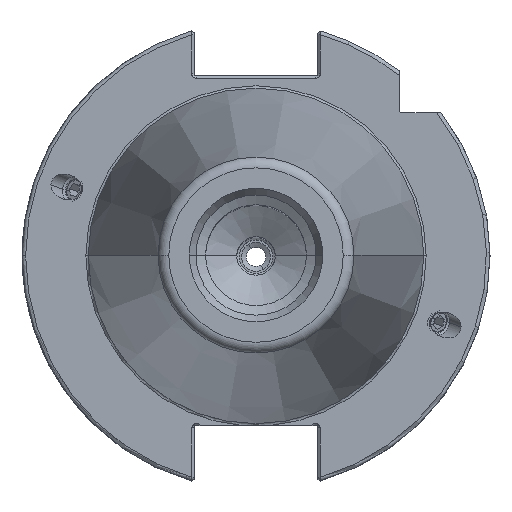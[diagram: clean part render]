
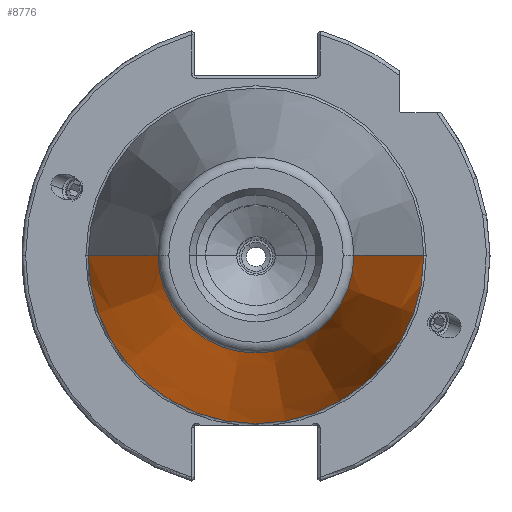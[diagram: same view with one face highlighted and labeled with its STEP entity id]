
A CAD part, top view. The second image highlights one B-rep face of the part: STEP entity #8776.
In plain terms, the highlighted conical face has half-angle 8.297 degrees and reference radius 20.108 mm.
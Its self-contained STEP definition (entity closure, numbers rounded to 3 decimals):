
#83 = EDGE_CURVE ( 'NONE', #5838, #5004, #628, .T. ) ;
#230 = CARTESIAN_POINT ( 'NONE',  ( 20.108, 0., 101.6 ) ) ;
#292 = DIRECTION ( 'NONE',  ( -1., 0., 0. ) ) ;
#487 = AXIS2_PLACEMENT_3D ( 'NONE', #13648, #2896, #7192 ) ;
#628 = LINE ( 'NONE', #230, #3558 ) ;
#961 = CIRCLE ( 'NONE', #12997, 20.389 ) ;
#1191 = FACE_OUTER_BOUND ( 'NONE', #1410, .T. ) ;
#1410 = EDGE_LOOP ( 'NONE', ( #12528, #5403, #8526, #10169 ) ) ;
#2360 = CARTESIAN_POINT ( 'NONE',  ( 0., 0., 99.675 ) ) ;
#2868 = CARTESIAN_POINT ( 'NONE',  ( -34.925, 0., 0. ) ) ;
#2896 = DIRECTION ( 'NONE',  ( 0., 0., -1. ) ) ;
#3154 = VERTEX_POINT ( 'NONE', #10321 ) ;
#3457 = DIRECTION ( 'NONE',  ( 1., 0., 0. ) ) ;
#3558 = VECTOR ( 'NONE', #11816, 1000. ) ;
#3596 = VERTEX_POINT ( 'NONE', #2868 ) ;
#4045 = CIRCLE ( 'NONE', #11373, 34.925 ) ;
#5004 = VERTEX_POINT ( 'NONE', #10889 ) ;
#5378 = DIRECTION ( 'NONE',  ( -0.144, 0., -0.99 ) ) ;
#5403 = ORIENTED_EDGE ( 'NONE', *, *, #5908, .T. ) ;
#5586 = CONICAL_SURFACE ( 'NONE', #487, 20.108, 0.145 ) ;
#5838 = VERTEX_POINT ( 'NONE', #10170 ) ;
#5908 = EDGE_CURVE ( 'NONE', #5838, #3154, #961, .T. ) ;
#6789 = DIRECTION ( 'NONE',  ( 0., 0., -1. ) ) ;
#7192 = DIRECTION ( 'NONE',  ( -1., 0., 0. ) ) ;
#7568 = VECTOR ( 'NONE', #5378, 1000. ) ;
#8526 = ORIENTED_EDGE ( 'NONE', *, *, #8980, .T. ) ;
#8776 = ADVANCED_FACE ( 'NONE', ( #1191 ), #5586, .T. ) ;
#8980 = EDGE_CURVE ( 'NONE', #3154, #3596, #13287, .T. ) ;
#9676 = EDGE_CURVE ( 'NONE', #5004, #3596, #4045, .T. ) ;
#9792 = DIRECTION ( 'NONE',  ( 0., 0., -1. ) ) ;
#10169 = ORIENTED_EDGE ( 'NONE', *, *, #9676, .F. ) ;
#10170 = CARTESIAN_POINT ( 'NONE',  ( 20.389, 0., 99.675 ) ) ;
#10321 = CARTESIAN_POINT ( 'NONE',  ( -20.389, 0., 99.675 ) ) ;
#10673 = CARTESIAN_POINT ( 'NONE',  ( -20.108, 0., 101.6 ) ) ;
#10889 = CARTESIAN_POINT ( 'NONE',  ( 34.925, 0., 0. ) ) ;
#11373 = AXIS2_PLACEMENT_3D ( 'NONE', #13229, #6789, #292 ) ;
#11816 = DIRECTION ( 'NONE',  ( 0.144, 0., -0.99 ) ) ;
#12528 = ORIENTED_EDGE ( 'NONE', *, *, #83, .F. ) ;
#12997 = AXIS2_PLACEMENT_3D ( 'NONE', #2360, #9792, #3457 ) ;
#13229 = CARTESIAN_POINT ( 'NONE',  ( 0., 0., 0. ) ) ;
#13287 = LINE ( 'NONE', #10673, #7568 ) ;
#13648 = CARTESIAN_POINT ( 'NONE',  ( 0., 0., 101.6 ) ) ;
